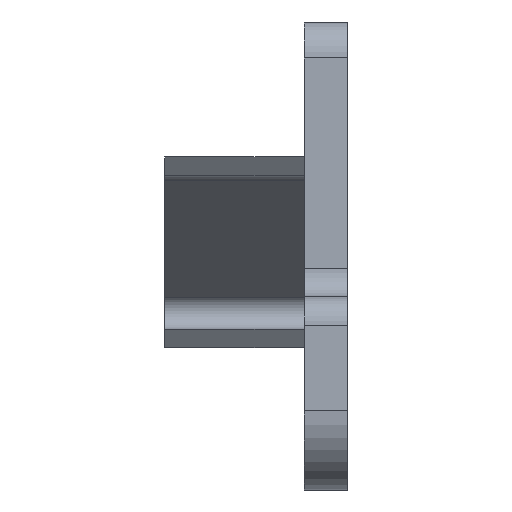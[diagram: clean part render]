
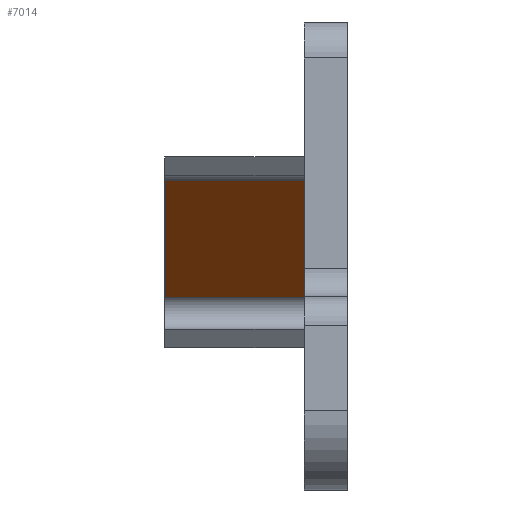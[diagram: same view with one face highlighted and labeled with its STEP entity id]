
A CAD part, left-side view. The second image highlights one B-rep face of the part: STEP entity #7014.
In plain terms, the highlighted planar face has unit normal (-0.648, 0, -0.761).
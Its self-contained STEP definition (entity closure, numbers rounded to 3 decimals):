
#85 = EDGE_CURVE ( 'NONE', #672, #3157, #11014, .T. ) ;
#100 = EDGE_CURVE ( 'NONE', #4135, #3157, #2457, .T. ) ;
#672 = VERTEX_POINT ( 'NONE', #7790 ) ;
#1613 = DIRECTION ( 'NONE',  ( -0.761, 0., 0.649 ) ) ;
#1714 = VECTOR ( 'NONE', #5944, 1000. ) ;
#1903 = CARTESIAN_POINT ( 'NONE',  ( -341.304, 25.4, -3.197 ) ) ;
#2300 = CARTESIAN_POINT ( 'NONE',  ( -322.172, 25.4, -19.497 ) ) ;
#2457 = LINE ( 'NONE', #10893, #3295 ) ;
#2510 = LINE ( 'NONE', #11009, #1714 ) ;
#2684 = DIRECTION ( 'NONE',  ( -0.649, 0., -0.761 ) ) ;
#3157 = VERTEX_POINT ( 'NONE', #1903 ) ;
#3295 = VECTOR ( 'NONE', #5952, 1000. ) ;
#3513 = EDGE_CURVE ( 'NONE', #8599, #672, #6740, .T. ) ;
#4023 = VECTOR ( 'NONE', #10172, 1000. ) ;
#4135 = VERTEX_POINT ( 'NONE', #2300 ) ;
#4878 = VECTOR ( 'NONE', #1613, 1000. ) ;
#5944 = DIRECTION ( 'NONE',  ( 0., -1., 0. ) ) ;
#5952 = DIRECTION ( 'NONE',  ( -0.761, 0., 0.649 ) ) ;
#6122 = DIRECTION ( 'NONE',  ( -0.761, 0., 0.649 ) ) ;
#6666 = AXIS2_PLACEMENT_3D ( 'NONE', #6960, #2684, #6122 ) ;
#6740 = LINE ( 'NONE', #11116, #4878 ) ;
#6960 = CARTESIAN_POINT ( 'NONE',  ( -315.843, 702.537, -24.89 ) ) ;
#7014 = ADVANCED_FACE ( 'NONE', ( #7751 ), #8493, .T. ) ;
#7591 = CARTESIAN_POINT ( 'NONE',  ( -341.304, 25.4, -3.197 ) ) ;
#7751 = FACE_OUTER_BOUND ( 'NONE', #7917, .T. ) ;
#7790 = CARTESIAN_POINT ( 'NONE',  ( -341.304, 1.5, -3.197 ) ) ;
#7917 = EDGE_LOOP ( 'NONE', ( #9601, #10104, #11032, #10992 ) ) ;
#8474 = CARTESIAN_POINT ( 'NONE',  ( -322.172, 1.5, -19.497 ) ) ;
#8493 = PLANE ( 'NONE',  #6666 ) ;
#8599 = VERTEX_POINT ( 'NONE', #8474 ) ;
#9601 = ORIENTED_EDGE ( 'NONE', *, *, #3513, .T. ) ;
#10104 = ORIENTED_EDGE ( 'NONE', *, *, #85, .T. ) ;
#10172 = DIRECTION ( 'NONE',  ( 0., 1., 0. ) ) ;
#10893 = CARTESIAN_POINT ( 'NONE',  ( -315.843, 25.4, -24.89 ) ) ;
#10920 = EDGE_CURVE ( 'NONE', #4135, #8599, #2510, .T. ) ;
#10992 = ORIENTED_EDGE ( 'NONE', *, *, #10920, .T. ) ;
#11009 = CARTESIAN_POINT ( 'NONE',  ( -322.172, 1.5, -19.497 ) ) ;
#11014 = LINE ( 'NONE', #7591, #4023 ) ;
#11032 = ORIENTED_EDGE ( 'NONE', *, *, #100, .F. ) ;
#11116 = CARTESIAN_POINT ( 'NONE',  ( -317.005, 1.5, -23.9 ) ) ;
